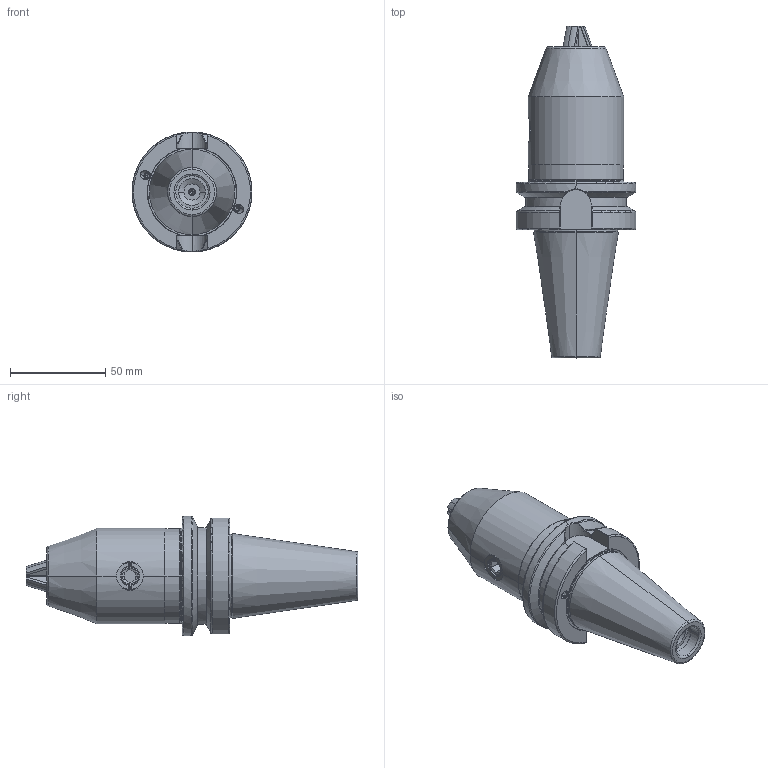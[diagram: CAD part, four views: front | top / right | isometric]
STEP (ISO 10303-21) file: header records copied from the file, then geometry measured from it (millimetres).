
FILE_DESCRIPTION (( 'STEP AP203' ), '1' );
FILE_NAME ('405.15.13.1-BT22320.STEP', '2017-04-10T10:42:26', ( '' ), ( '' ), 'SwSTEP 2.0', 'SolidWorks 2013', '' );
FILE_SCHEMA (( 'CONFIG_CONTROL_DESIGN' ));
Length unit declared in the file: millimetre
Products named in the file (14): 1331402-06F; 1331402-08B; 1332401-103E; SB01-8001; 1331402-01F-; BT22320-01B; KR02-9096; 1331402-0200H; 1331402D------; 1331503-03B; KM10-2013; 1331402-04D; 405.15.13.1-BT22320; 1331402-05C
Assembly tree (17 placements, depth 3):
  KR02-9096
  405.15.13.1-BT22320
    BT22320-01B
    1331402D------
      1331402-01F-
      1331402-0200H
      1331503-03B
      1331402-04D
      1331402-05C
      1331402-06F
      1331402-08B
      1332401-103E  x3
      SB01-8001
    KM10-2013  x4
Bounding box: 63 x 174.38 x 63 mm (x, y, z)
Volume: 221664.5 mm3; surface area: 75548.7 mm2
Topology: 16 solids, 16 shells, 1092 faces, 2918 edges, 1858 vertices
Faces by surface type: cylinder 386, plane 347, cone 232, torus 90, bspline 37
Entity records: 40570 total; most frequent: CARTESIAN_POINT 16094, ORIENTED_EDGE 5328, DIRECTION 4233, EDGE_CURVE 2664, AXIS2_PLACEMENT_3D 1739, VERTEX_POINT 1708, EDGE_LOOP 1048, FACE_OUTER_BOUND 991
